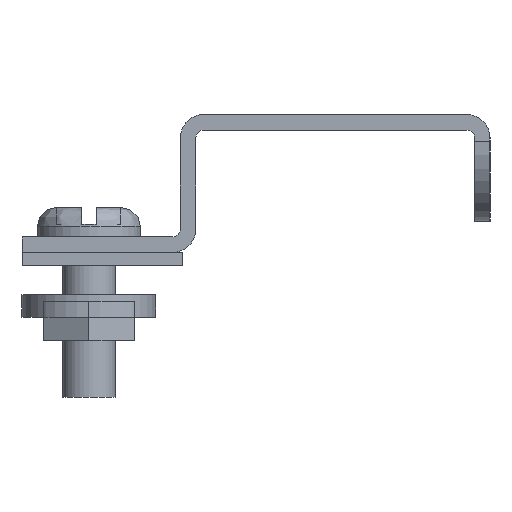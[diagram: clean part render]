
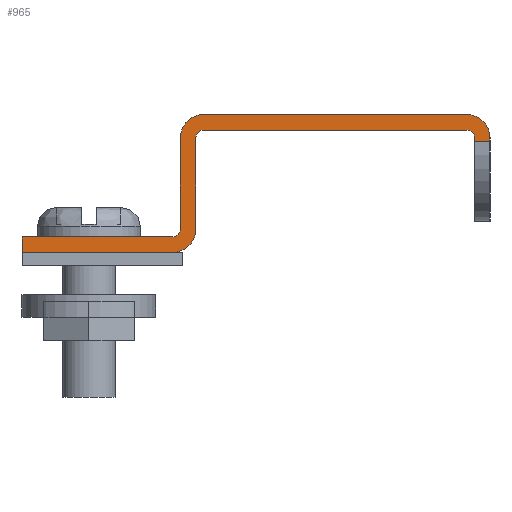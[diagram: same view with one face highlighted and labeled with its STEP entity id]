
A CAD part, left-side view. The second image highlights one B-rep face of the part: STEP entity #965.
In plain terms, the highlighted planar face has unit normal (-1, 0, 0).
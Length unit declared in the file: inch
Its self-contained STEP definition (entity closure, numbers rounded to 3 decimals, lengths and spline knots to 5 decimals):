
#13 = VERTEX_POINT ( 'NONE', #2039 ) ;
#26 = CARTESIAN_POINT ( 'NONE',  ( -20.5, -1.094, 0.5 ) ) ;
#35 = CARTESIAN_POINT ( 'NONE',  ( -20.5, -0.986, 0.464 ) ) ;
#56 = EDGE_CURVE ( 'NONE', #943, #2060, #1069, .T. ) ;
#81 = VERTEX_POINT ( 'NONE', #212 ) ;
#132 = LINE ( 'NONE', #2123, #1097 ) ;
#138 = ORIENTED_EDGE ( 'NONE', *, *, #605, .T. ) ;
#153 = DIRECTION ( 'NONE',  ( 0., -1., 0. ) ) ;
#155 = AXIS2_PLACEMENT_3D ( 'NONE', #454, #1808, #315 ) ;
#162 = ORIENTED_EDGE ( 'NONE', *, *, #950, .T. ) ;
#169 = DIRECTION ( 'NONE',  ( 0., -1., 0. ) ) ;
#178 = DIRECTION ( 'NONE',  ( -1., 0., 0. ) ) ;
#212 = CARTESIAN_POINT ( 'NONE',  ( -20.5, -1.022, 0.464 ) ) ;
#218 = CARTESIAN_POINT ( 'NONE',  ( -20.5, 0.2455, 0.572 ) ) ;
#232 = EDGE_CURVE ( 'NONE', #2050, #13, #975, .T. ) ;
#235 = DIRECTION ( 'NONE',  ( 0., 0., -1. ) ) ;
#237 = VECTOR ( 'NONE', #525, 39.37008 ) ;
#244 = CARTESIAN_POINT ( 'NONE',  ( -20.5, -1.094, 0.447 ) ) ;
#266 = VECTOR ( 'NONE', #731, 39.37008 ) ;
#282 = CARTESIAN_POINT ( 'NONE',  ( -20.5, 0.2815, 0.036 ) ) ;
#290 = DIRECTION ( 'NONE',  ( 0., 1., 0. ) ) ;
#300 = CIRCLE ( 'NONE', #807, 0.108 ) ;
#315 = DIRECTION ( 'NONE',  ( 0., 0., -1. ) ) ;
#356 = VERTEX_POINT ( 'NONE', #2012 ) ;
#402 = DIRECTION ( 'NONE',  ( 1., 0., 0. ) ) ;
#422 = LINE ( 'NONE', #1107, #1933 ) ;
#454 = CARTESIAN_POINT ( 'NONE',  ( -20.5, 0.2455, 0.464 ) ) ;
#478 = VECTOR ( 'NONE', #153, 39.37008 ) ;
#490 = EDGE_CURVE ( 'NONE', #933, #2143, #515, .T. ) ;
#494 = DIRECTION ( 'NONE',  ( 0., 0., -1. ) ) ;
#511 = ORIENTED_EDGE ( 'NONE', *, *, #1171, .T. ) ;
#514 = EDGE_CURVE ( 'NONE', #526, #2050, #1754, .T. ) ;
#515 = CIRCLE ( 'NONE', #1189, 0.036 ) ;
#516 = CARTESIAN_POINT ( 'NONE',  ( -20.5, -0.986, 0.464 ) ) ;
#525 = DIRECTION ( 'NONE',  ( 0., 0., -1. ) ) ;
#526 = VERTEX_POINT ( 'NONE', #866 ) ;
#540 = VERTEX_POINT ( 'NONE', #1199 ) ;
#560 = VECTOR ( 'NONE', #1027, 39.37008 ) ;
#581 = CARTESIAN_POINT ( 'NONE',  ( -20.5, 0.3895, 0. ) ) ;
#584 = CARTESIAN_POINT ( 'NONE',  ( -20.5, 0.2815, 0.5 ) ) ;
#601 = ORIENTED_EDGE ( 'NONE', *, *, #1425, .T. ) ;
#605 = EDGE_CURVE ( 'NONE', #1035, #743, #1208, .T. ) ;
#622 = CIRCLE ( 'NONE', #1856, 0.108 ) ;
#628 = EDGE_CURVE ( 'NONE', #13, #943, #622, .T. ) ;
#655 = CIRCLE ( 'NONE', #1759, 0.108 ) ;
#658 = LINE ( 'NONE', #1850, #560 ) ;
#681 = EDGE_CURVE ( 'NONE', #540, #933, #422, .T. ) ;
#714 = CARTESIAN_POINT ( 'NONE',  ( -20.5, 1.094, 0.5 ) ) ;
#731 = DIRECTION ( 'NONE',  ( 0., 0., 1. ) ) ;
#732 = DIRECTION ( 'NONE',  ( -1., 0., 0. ) ) ;
#734 = ORIENTED_EDGE ( 'NONE', *, *, #1519, .T. ) ;
#735 = VECTOR ( 'NONE', #235, 39.37008 ) ;
#743 = VERTEX_POINT ( 'NONE', #244 ) ;
#782 = VERTEX_POINT ( 'NONE', #218 ) ;
#807 = AXIS2_PLACEMENT_3D ( 'NONE', #1500, #2008, #494 ) ;
#824 = ORIENTED_EDGE ( 'NONE', *, *, #1136, .T. ) ;
#829 = EDGE_CURVE ( 'NONE', #2060, #1106, #2110, .T. ) ;
#832 = EDGE_CURVE ( 'NONE', #2143, #526, #132, .T. ) ;
#857 = CARTESIAN_POINT ( 'NONE',  ( -20.5, 0.2815, 0.464 ) ) ;
#866 = CARTESIAN_POINT ( 'NONE',  ( -20.5, 1.094, 0. ) ) ;
#890 = CARTESIAN_POINT ( 'NONE',  ( -20.5, -0.986, 0.572 ) ) ;
#929 = CARTESIAN_POINT ( 'NONE',  ( -20.5, 1.094, 0.572 ) ) ;
#932 = DIRECTION ( 'NONE',  ( 0., 0., -1. ) ) ;
#933 = VERTEX_POINT ( 'NONE', #1283 ) ;
#935 = DIRECTION ( 'NONE',  ( 0., -1., 0. ) ) ;
#943 = VERTEX_POINT ( 'NONE', #282 ) ;
#950 = EDGE_CURVE ( 'NONE', #1106, #356, #2028, .T. ) ;
#965 = ADVANCED_FACE ( 'NONE', ( #1013 ), #1215, .T. ) ;
#975 = LINE ( 'NONE', #998, #1291 ) ;
#984 = VECTOR ( 'NONE', #1582, 39.37008 ) ;
#998 = CARTESIAN_POINT ( 'NONE',  ( -20.5, 1.094, -0.072 ) ) ;
#1010 = ORIENTED_EDGE ( 'NONE', *, *, #514, .T. ) ;
#1013 = FACE_OUTER_BOUND ( 'NONE', #1415, .T. ) ;
#1027 = DIRECTION ( 'NONE',  ( 0., 0., -1. ) ) ;
#1028 = CARTESIAN_POINT ( 'NONE',  ( -20.5, -1.022, 0.447 ) ) ;
#1035 = VERTEX_POINT ( 'NONE', #1028 ) ;
#1047 = ORIENTED_EDGE ( 'NONE', *, *, #232, .T. ) ;
#1063 = DIRECTION ( 'NONE',  ( -1., 0., 0. ) ) ;
#1069 = LINE ( 'NONE', #584, #266 ) ;
#1079 = ORIENTED_EDGE ( 'NONE', *, *, #832, .T. ) ;
#1097 = VECTOR ( 'NONE', #290, 39.37008 ) ;
#1103 = VERTEX_POINT ( 'NONE', #1910 ) ;
#1106 = VERTEX_POINT ( 'NONE', #1898 ) ;
#1107 = CARTESIAN_POINT ( 'NONE',  ( -20.5, 0.3535, 0.5 ) ) ;
#1114 = ORIENTED_EDGE ( 'NONE', *, *, #1790, .T. ) ;
#1119 = ORIENTED_EDGE ( 'NONE', *, *, #829, .T. ) ;
#1136 = EDGE_CURVE ( 'NONE', #1103, #1875, #655, .T. ) ;
#1162 = DIRECTION ( 'NONE',  ( 1., 0., 0. ) ) ;
#1171 = EDGE_CURVE ( 'NONE', #1875, #782, #1247, .T. ) ;
#1189 = AXIS2_PLACEMENT_3D ( 'NONE', #1916, #402, #935 ) ;
#1199 = CARTESIAN_POINT ( 'NONE',  ( -20.5, 0.3535, 0.464 ) ) ;
#1208 = LINE ( 'NONE', #1878, #1469 ) ;
#1215 = PLANE ( 'NONE',  #1967 ) ;
#1247 = LINE ( 'NONE', #929, #984 ) ;
#1283 = CARTESIAN_POINT ( 'NONE',  ( -20.5, 0.3535, 0.036 ) ) ;
#1291 = VECTOR ( 'NONE', #1827, 39.37008 ) ;
#1342 = DIRECTION ( 'NONE',  ( 0., 0., -1. ) ) ;
#1352 = DIRECTION ( 'NONE',  ( 0., 0., 1. ) ) ;
#1374 = LINE ( 'NONE', #2033, #237 ) ;
#1415 = EDGE_LOOP ( 'NONE', ( #1761, #824, #511, #734, #1450, #2137, #1079, #1010, #1047, #1454, #1559, #1119, #162, #1114, #601, #138 ) ) ;
#1425 = EDGE_CURVE ( 'NONE', #81, #1035, #1374, .T. ) ;
#1450 = ORIENTED_EDGE ( 'NONE', *, *, #681, .T. ) ;
#1454 = ORIENTED_EDGE ( 'NONE', *, *, #628, .T. ) ;
#1469 = VECTOR ( 'NONE', #2055, 39.37008 ) ;
#1500 = CARTESIAN_POINT ( 'NONE',  ( -20.5, 0.2455, 0.464 ) ) ;
#1519 = EDGE_CURVE ( 'NONE', #782, #540, #300, .T. ) ;
#1559 = ORIENTED_EDGE ( 'NONE', *, *, #56, .T. ) ;
#1582 = DIRECTION ( 'NONE',  ( 0., 1., 0. ) ) ;
#1686 = CIRCLE ( 'NONE', #2171, 0.036 ) ;
#1727 = CARTESIAN_POINT ( 'NONE',  ( -20.5, 1.094, -0.072 ) ) ;
#1754 = LINE ( 'NONE', #2059, #735 ) ;
#1759 = AXIS2_PLACEMENT_3D ( 'NONE', #35, #732, #1921 ) ;
#1761 = ORIENTED_EDGE ( 'NONE', *, *, #1804, .F. ) ;
#1790 = EDGE_CURVE ( 'NONE', #356, #81, #1686, .T. ) ;
#1804 = EDGE_CURVE ( 'NONE', #1103, #743, #658, .T. ) ;
#1808 = DIRECTION ( 'NONE',  ( 1., 0., 0. ) ) ;
#1827 = DIRECTION ( 'NONE',  ( 0., -1., 0. ) ) ;
#1850 = CARTESIAN_POINT ( 'NONE',  ( -20.5, -1.094, 0.5095 ) ) ;
#1856 = AXIS2_PLACEMENT_3D ( 'NONE', #2182, #1063, #169 ) ;
#1875 = VERTEX_POINT ( 'NONE', #890 ) ;
#1878 = CARTESIAN_POINT ( 'NONE',  ( -20.5, 1.094, 0.447 ) ) ;
#1898 = CARTESIAN_POINT ( 'NONE',  ( -20.5, 0.2455, 0.5 ) ) ;
#1910 = CARTESIAN_POINT ( 'NONE',  ( -20.5, -1.094, 0.464 ) ) ;
#1916 = CARTESIAN_POINT ( 'NONE',  ( -20.5, 0.3895, 0.036 ) ) ;
#1921 = DIRECTION ( 'NONE',  ( 0., 0., -1. ) ) ;
#1933 = VECTOR ( 'NONE', #932, 39.37008 ) ;
#1967 = AXIS2_PLACEMENT_3D ( 'NONE', #714, #178, #1352 ) ;
#2008 = DIRECTION ( 'NONE',  ( -1., 0., 0. ) ) ;
#2012 = CARTESIAN_POINT ( 'NONE',  ( -20.5, -0.986, 0.5 ) ) ;
#2028 = LINE ( 'NONE', #26, #478 ) ;
#2033 = CARTESIAN_POINT ( 'NONE',  ( -20.5, -1.022, 0.5095 ) ) ;
#2039 = CARTESIAN_POINT ( 'NONE',  ( -20.5, 0.3895, -0.072 ) ) ;
#2050 = VERTEX_POINT ( 'NONE', #1727 ) ;
#2055 = DIRECTION ( 'NONE',  ( 0., -1., 0. ) ) ;
#2059 = CARTESIAN_POINT ( 'NONE',  ( -20.5, 1.094, 0.5 ) ) ;
#2060 = VERTEX_POINT ( 'NONE', #857 ) ;
#2110 = CIRCLE ( 'NONE', #155, 0.036 ) ;
#2123 = CARTESIAN_POINT ( 'NONE',  ( -20.5, 1.094, 0. ) ) ;
#2137 = ORIENTED_EDGE ( 'NONE', *, *, #490, .T. ) ;
#2143 = VERTEX_POINT ( 'NONE', #581 ) ;
#2171 = AXIS2_PLACEMENT_3D ( 'NONE', #516, #1162, #1342 ) ;
#2182 = CARTESIAN_POINT ( 'NONE',  ( -20.5, 0.3895, 0.036 ) ) ;
